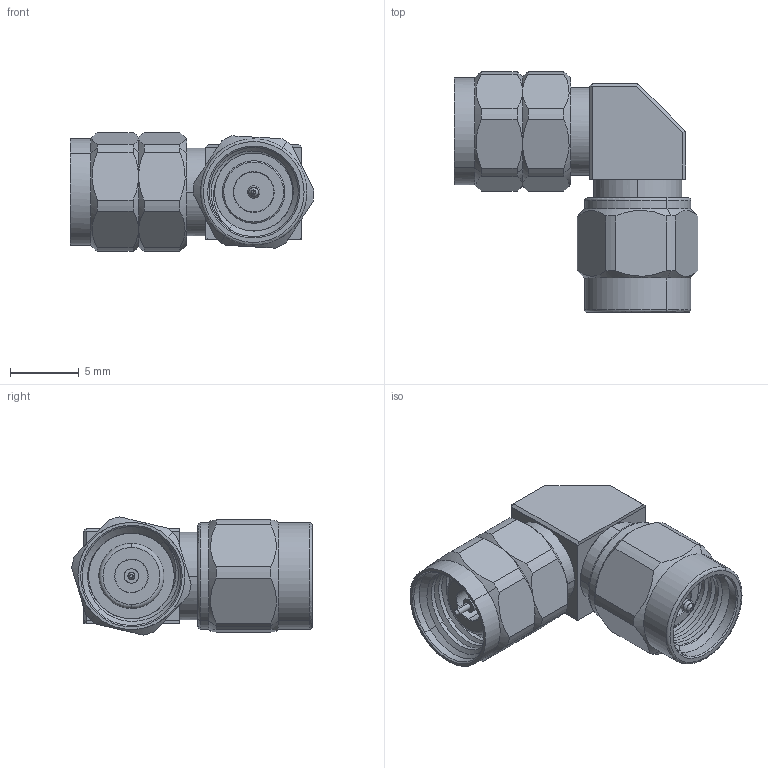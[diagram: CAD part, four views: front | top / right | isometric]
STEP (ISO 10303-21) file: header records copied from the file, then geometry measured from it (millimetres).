
FILE_DESCRIPTION (( 'STEP AP214' ), '1' );
FILE_NAME ('CT-KM2M-R-LN1, Defeatured.STEP', '2025-12-26T19:58:25', ( '' ), ( '' ), 'SwSTEP 2.0', 'SolidWorks 2021', '' );
FILE_SCHEMA (( 'AUTOMOTIVE_DESIGN' ));
Length unit declared in the file: millimetre
Products named in the file (1): CT-KM2M-R-LN1, Defeatured
Bounding box: 17.8 x 17.56 x 8.63 mm (x, y, z)
Surface area: 1605.7 mm2 (no closed solid volume)
Topology: 0 solids, 8 shells, 188 faces, 453 edges, 278 vertices
Faces by surface type: cylinder 71, plane 55, cone 46, torus 10, bspline 4, sphere 2
Entity records: 8989 total; most frequent: CARTESIAN_POINT 5511, ORIENTED_EDGE 874, EDGE_CURVE 451, DIRECTION 411, B_SPLINE_CURVE_WITH_KNOTS 398, VERTEX_POINT 278, EDGE_LOOP 199, AXIS2_PLACEMENT_3D 193
